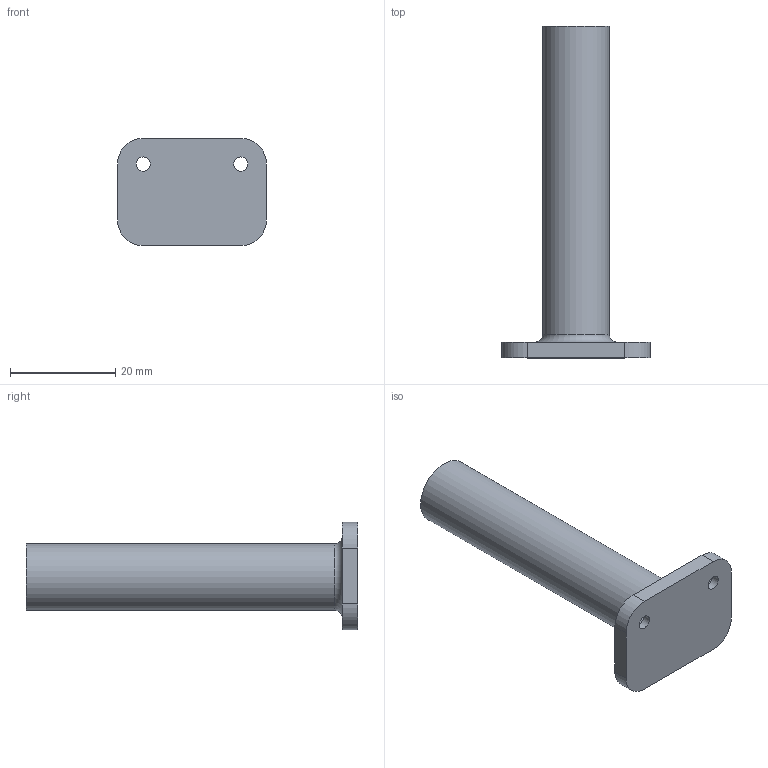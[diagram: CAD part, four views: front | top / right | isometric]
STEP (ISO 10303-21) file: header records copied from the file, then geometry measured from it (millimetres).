
FILE_DESCRIPTION(('FreeCAD Model'),'2;1');
FILE_NAME('Open CASCADE Shape Model','2023-12-06T16:30:03',(''),(''), 'Open CASCADE STEP processor 7.6','FreeCAD','Unknown');
FILE_SCHEMA(('AUTOMOTIVE_DESIGN { 1 0 10303 214 1 1 1 1 }'));
Length unit declared in the file: millimetre
Products named in the file (1): Body
Bounding box: 28.27 x 63 x 20.39 mm (x, y, z)
Volume: 9087.1 mm3; surface area: 3783.7 mm2
Topology: 1 solids, 1 shells, 29 faces, 71 edges, 47 vertices
Faces by surface type: plane 21, cylinder 7, torus 1
Full cylindrical faces by diameter (mm): 2.7 x2, 12.6 x1
Entity records: 883 total; most frequent: CARTESIAN_POINT 148, DIRECTION 147, ORIENTED_EDGE 142, EDGE_CURVE 71, LINE 55, VECTOR 55, VERTEX_POINT 47, AXIS2_PLACEMENT_3D 46
